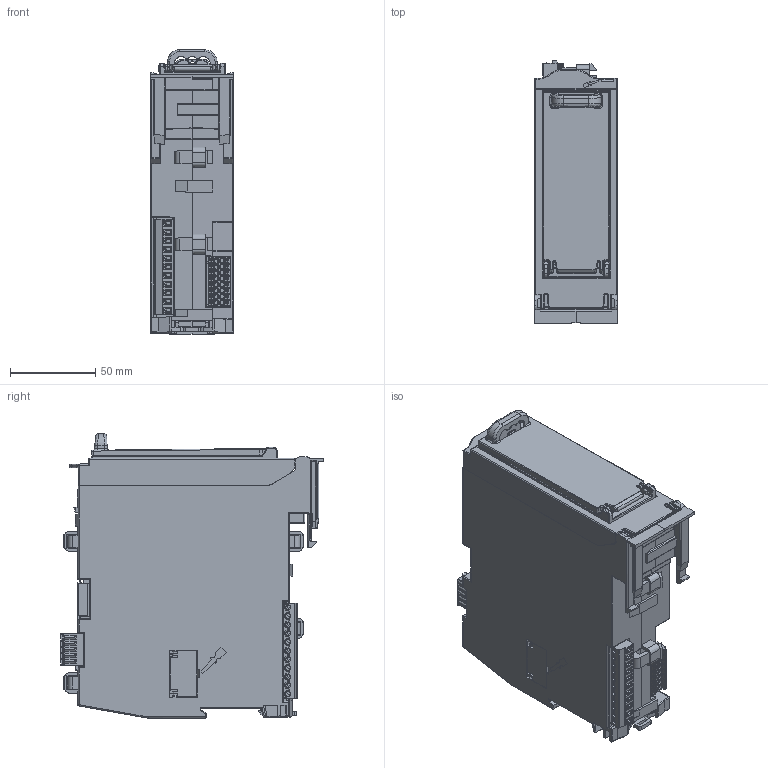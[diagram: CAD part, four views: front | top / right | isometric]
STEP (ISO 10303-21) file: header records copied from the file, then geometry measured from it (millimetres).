
FILE_DESCRIPTION((''),'2;1');
FILE_NAME('PRT0002','2020-06-12T16:08:02',('CNANWAN3'),(''),'CREO PARAMETRIC BY PTC INC, 2019164','CREO PARAMETRIC BY PTC INC, 2019164','');
FILE_SCHEMA(('CONFIG_CONTROL_DESIGN'));
Products named in the file (1): PRT0002
Bounding box: 48.5 x 154.13 x 166.7 mm (x, y, z)
Surface area: 188529 mm2 (no closed solid volume)
Topology: 0 solids, 440 shells, 5046 faces, 22244 edges, 17264 vertices
Faces by surface type: plane 2769, cylinder 1479, bspline 308, cone 179, sphere 114, extrusion 112, torus 84, revolution 1
Entity records: 266400 total; most frequent: CARTESIAN_POINT 102787, ORIENTED_EDGE 33882, DIRECTION 26782, EDGE_CURVE 22082, VERTEX_POINT 17262, VECTOR 12691, LINE 12579, B_SPLINE_CURVE_WITH_KNOTS 7196
